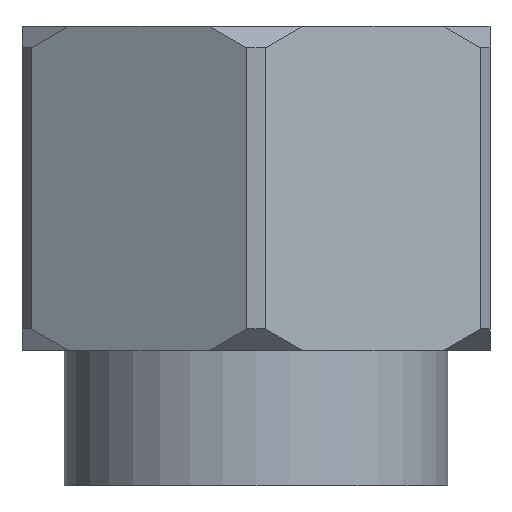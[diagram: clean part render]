
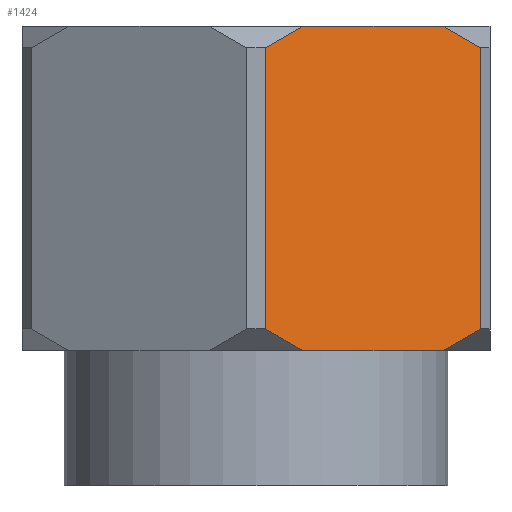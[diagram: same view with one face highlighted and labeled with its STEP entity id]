
A CAD part, left-side view. The second image highlights one B-rep face of the part: STEP entity #1424.
In plain terms, the highlighted planar face has unit normal (-0.866, -0.5, 0).
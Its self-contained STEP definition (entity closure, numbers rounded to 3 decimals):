
#43 = PLANE('',#44);
#44 = AXIS2_PLACEMENT_3D('',#45,#46,#47);
#45 = CARTESIAN_POINT('',(0.,0.,2.5));
#46 = DIRECTION('',(0.,0.,1.));
#47 = DIRECTION('',(1.,0.,0.));
#154 = PLANE('',#155);
#155 = AXIS2_PLACEMENT_3D('',#156,#157,#158);
#156 = CARTESIAN_POINT('',(0.,0.,8.5));
#157 = DIRECTION('',(0.,0.,1.));
#158 = DIRECTION('',(1.,0.,0.));
#405 = VERTEX_POINT('',#406);
#406 = CARTESIAN_POINT('',(-4.5,-0.866,2.5));
#420 = PLANE('',#421);
#421 = AXIS2_PLACEMENT_3D('',#422,#423,#424);
#422 = CARTESIAN_POINT('',(-4.7,-0.173,2.7));
#423 = DIRECTION('',(0.707,0.,0.707));
#424 = DIRECTION('',(0.,1.,0.));
#432 = EDGE_CURVE('',#405,#433,#435,.T.);
#433 = VERTEX_POINT('',#434);
#434 = CARTESIAN_POINT('',(-3.,-3.464,2.5));
#435 = SURFACE_CURVE('',#436,(#440,#446),.PCURVE_S1.);
#436 = LINE('',#437,#438);
#437 = CARTESIAN_POINT('',(-4.375,-1.083,2.5));
#438 = VECTOR('',#439,1.);
#439 = DIRECTION('',(0.5,-0.866,0.));
#440 = PCURVE('',#43,#441);
#441 = DEFINITIONAL_REPRESENTATION('',(#442),#445);
#442 = B_SPLINE_CURVE_WITH_KNOTS('',1,(#443,#444),.UNSPECIFIED.,.F.,.F.,
  (2,2),(-1.25,3.75),.PIECEWISE_BEZIER_KNOTS.);
#443 = CARTESIAN_POINT('',(-5.,0.));
#444 = CARTESIAN_POINT('',(-2.5,-4.33));
#445 = ( GEOMETRIC_REPRESENTATION_CONTEXT(2) 
PARAMETRIC_REPRESENTATION_CONTEXT() REPRESENTATION_CONTEXT('2D SPACE',''
  ) );
#446 = PCURVE('',#447,#452);
#447 = PLANE('',#448);
#448 = AXIS2_PLACEMENT_3D('',#449,#450,#451);
#449 = CARTESIAN_POINT('',(-5.,0.,0.));
#450 = DIRECTION('',(0.866,0.5,0.));
#451 = DIRECTION('',(0.5,-0.866,0.));
#452 = DEFINITIONAL_REPRESENTATION('',(#453),#456);
#453 = B_SPLINE_CURVE_WITH_KNOTS('',1,(#454,#455),.UNSPECIFIED.,.F.,.F.,
  (2,2),(-1.25,3.75),.PIECEWISE_BEZIER_KNOTS.);
#454 = CARTESIAN_POINT('',(0.,-2.5));
#455 = CARTESIAN_POINT('',(5.,-2.5));
#456 = ( GEOMETRIC_REPRESENTATION_CONTEXT(2) 
PARAMETRIC_REPRESENTATION_CONTEXT() REPRESENTATION_CONTEXT('2D SPACE',''
  ) );
#474 = PLANE('',#475);
#475 = AXIS2_PLACEMENT_3D('',#476,#477,#478);
#476 = CARTESIAN_POINT('',(-2.2,-4.157,2.7));
#477 = DIRECTION('',(0.354,0.612,0.707));
#478 = DIRECTION('',(-0.866,0.5,0.));
#943 = VERTEX_POINT('',#944);
#944 = CARTESIAN_POINT('',(-4.5,-0.866,8.5));
#958 = PLANE('',#959);
#959 = AXIS2_PLACEMENT_3D('',#960,#961,#962);
#960 = CARTESIAN_POINT('',(-4.7,-0.173,8.3));
#961 = DIRECTION('',(-0.707,0.,0.707));
#962 = DIRECTION('',(0.,1.,0.));
#970 = EDGE_CURVE('',#943,#971,#973,.T.);
#971 = VERTEX_POINT('',#972);
#972 = CARTESIAN_POINT('',(-3.,-3.464,8.5));
#973 = SURFACE_CURVE('',#974,(#978,#985),.PCURVE_S1.);
#974 = LINE('',#975,#976);
#975 = CARTESIAN_POINT('',(-5.,0.,8.5));
#976 = VECTOR('',#977,1.);
#977 = DIRECTION('',(0.5,-0.866,0.));
#978 = PCURVE('',#154,#979);
#979 = DEFINITIONAL_REPRESENTATION('',(#980),#984);
#980 = LINE('',#981,#982);
#981 = CARTESIAN_POINT('',(-5.,0.));
#982 = VECTOR('',#983,1.);
#983 = DIRECTION('',(0.5,-0.866));
#984 = ( GEOMETRIC_REPRESENTATION_CONTEXT(2) 
PARAMETRIC_REPRESENTATION_CONTEXT() REPRESENTATION_CONTEXT('2D SPACE',''
  ) );
#985 = PCURVE('',#447,#986);
#986 = DEFINITIONAL_REPRESENTATION('',(#987),#991);
#987 = LINE('',#988,#989);
#988 = CARTESIAN_POINT('',(0.,-8.5));
#989 = VECTOR('',#990,1.);
#990 = DIRECTION('',(1.,0.));
#991 = ( GEOMETRIC_REPRESENTATION_CONTEXT(2) 
PARAMETRIC_REPRESENTATION_CONTEXT() REPRESENTATION_CONTEXT('2D SPACE',''
  ) );
#1009 = PLANE('',#1010);
#1010 = AXIS2_PLACEMENT_3D('',#1011,#1012,#1013);
#1011 = CARTESIAN_POINT('',(-2.2,-4.157,8.3));
#1012 = DIRECTION('',(-0.354,-0.612,0.707));
#1013 = DIRECTION('',(-0.866,0.5,0.));
#1297 = PLANE('',#1298);
#1298 = AXIS2_PLACEMENT_3D('',#1299,#1300,#1301);
#1299 = CARTESIAN_POINT('',(-2.45,-4.244,2.5));
#1300 = DIRECTION('',(-0.5,-0.866,0.));
#1301 = DIRECTION('',(0.,0.,1.));
#1381 = EDGE_CURVE('',#433,#1382,#1384,.T.);
#1382 = VERTEX_POINT('',#1383);
#1383 = CARTESIAN_POINT('',(-2.6,-4.157,2.9));
#1384 = SURFACE_CURVE('',#1385,(#1389,#1396),.PCURVE_S1.);
#1385 = LINE('',#1386,#1387);
#1386 = CARTESIAN_POINT('',(-3.83,-2.026,1.67));
#1387 = VECTOR('',#1388,1.);
#1388 = DIRECTION('',(0.447,-0.775,0.447));
#1389 = PCURVE('',#474,#1390);
#1390 = DEFINITIONAL_REPRESENTATION('',(#1391),#1395);
#1391 = LINE('',#1392,#1393);
#1392 = CARTESIAN_POINT('',(2.477,-1.457));
#1393 = VECTOR('',#1394,1.);
#1394 = DIRECTION('',(-0.775,0.632));
#1395 = ( GEOMETRIC_REPRESENTATION_CONTEXT(2) 
PARAMETRIC_REPRESENTATION_CONTEXT() REPRESENTATION_CONTEXT('2D SPACE',''
  ) );
#1396 = PCURVE('',#447,#1397);
#1397 = DEFINITIONAL_REPRESENTATION('',(#1398),#1402);
#1398 = LINE('',#1399,#1400);
#1399 = CARTESIAN_POINT('',(2.34,-1.67));
#1400 = VECTOR('',#1401,1.);
#1401 = DIRECTION('',(0.894,-0.447));
#1402 = ( GEOMETRIC_REPRESENTATION_CONTEXT(2) 
PARAMETRIC_REPRESENTATION_CONTEXT() REPRESENTATION_CONTEXT('2D SPACE',''
  ) );
#1424 = ADVANCED_FACE('',(#1425),#447,.F.);
#1425 = FACE_BOUND('',#1426,.F.);
#1426 = EDGE_LOOP('',(#1427,#1428,#1451,#1479,#1500,#1501,#1524,#1545));
#1427 = ORIENTED_EDGE('',*,*,#432,.F.);
#1428 = ORIENTED_EDGE('',*,*,#1429,.T.);
#1429 = EDGE_CURVE('',#405,#1430,#1432,.T.);
#1430 = VERTEX_POINT('',#1431);
#1431 = CARTESIAN_POINT('',(-4.9,-0.173,2.9));
#1432 = SURFACE_CURVE('',#1433,(#1437,#1444),.PCURVE_S1.);
#1433 = LINE('',#1434,#1435);
#1434 = CARTESIAN_POINT('',(-4.61,-0.675,2.61));
#1435 = VECTOR('',#1436,1.);
#1436 = DIRECTION('',(-0.447,0.775,0.447));
#1437 = PCURVE('',#447,#1438);
#1438 = DEFINITIONAL_REPRESENTATION('',(#1439),#1443);
#1439 = LINE('',#1440,#1441);
#1440 = CARTESIAN_POINT('',(0.78,-2.61));
#1441 = VECTOR('',#1442,1.);
#1442 = DIRECTION('',(-0.894,-0.447));
#1443 = ( GEOMETRIC_REPRESENTATION_CONTEXT(2) 
PARAMETRIC_REPRESENTATION_CONTEXT() REPRESENTATION_CONTEXT('2D SPACE',''
  ) );
#1444 = PCURVE('',#420,#1445);
#1445 = DEFINITIONAL_REPRESENTATION('',(#1446),#1450);
#1446 = LINE('',#1447,#1448);
#1447 = CARTESIAN_POINT('',(-0.502,-0.127));
#1448 = VECTOR('',#1449,1.);
#1449 = DIRECTION('',(0.775,0.632));
#1450 = ( GEOMETRIC_REPRESENTATION_CONTEXT(2) 
PARAMETRIC_REPRESENTATION_CONTEXT() REPRESENTATION_CONTEXT('2D SPACE',''
  ) );
#1451 = ORIENTED_EDGE('',*,*,#1452,.T.);
#1452 = EDGE_CURVE('',#1430,#1453,#1455,.T.);
#1453 = VERTEX_POINT('',#1454);
#1454 = CARTESIAN_POINT('',(-4.9,-0.173,8.1));
#1455 = SURFACE_CURVE('',#1456,(#1460,#1467),.PCURVE_S1.);
#1456 = LINE('',#1457,#1458);
#1457 = CARTESIAN_POINT('',(-4.9,-0.173,2.5));
#1458 = VECTOR('',#1459,1.);
#1459 = DIRECTION('',(0.,0.,1.));
#1460 = PCURVE('',#447,#1461);
#1461 = DEFINITIONAL_REPRESENTATION('',(#1462),#1466);
#1462 = LINE('',#1463,#1464);
#1463 = CARTESIAN_POINT('',(0.2,-2.5));
#1464 = VECTOR('',#1465,1.);
#1465 = DIRECTION('',(0.,-1.));
#1466 = ( GEOMETRIC_REPRESENTATION_CONTEXT(2) 
PARAMETRIC_REPRESENTATION_CONTEXT() REPRESENTATION_CONTEXT('2D SPACE',''
  ) );
#1467 = PCURVE('',#1468,#1473);
#1468 = PLANE('',#1469);
#1469 = AXIS2_PLACEMENT_3D('',#1470,#1471,#1472);
#1470 = CARTESIAN_POINT('',(-4.9,0.,2.5));
#1471 = DIRECTION('',(-1.,0.,0.));
#1472 = DIRECTION('',(0.,0.,1.));
#1473 = DEFINITIONAL_REPRESENTATION('',(#1474),#1478);
#1474 = LINE('',#1475,#1476);
#1475 = CARTESIAN_POINT('',(0.,-0.173));
#1476 = VECTOR('',#1477,1.);
#1477 = DIRECTION('',(1.,0.));
#1478 = ( GEOMETRIC_REPRESENTATION_CONTEXT(2) 
PARAMETRIC_REPRESENTATION_CONTEXT() REPRESENTATION_CONTEXT('2D SPACE',''
  ) );
#1479 = ORIENTED_EDGE('',*,*,#1480,.F.);
#1480 = EDGE_CURVE('',#943,#1453,#1481,.T.);
#1481 = SURFACE_CURVE('',#1482,(#1486,#1493),.PCURVE_S1.);
#1482 = LINE('',#1483,#1484);
#1483 = CARTESIAN_POINT('',(-5.71,1.23,7.29));
#1484 = VECTOR('',#1485,1.);
#1485 = DIRECTION('',(-0.447,0.775,-0.447));
#1486 = PCURVE('',#447,#1487);
#1487 = DEFINITIONAL_REPRESENTATION('',(#1488),#1492);
#1488 = LINE('',#1489,#1490);
#1489 = CARTESIAN_POINT('',(-1.42,-7.29));
#1490 = VECTOR('',#1491,1.);
#1491 = DIRECTION('',(-0.894,0.447));
#1492 = ( GEOMETRIC_REPRESENTATION_CONTEXT(2) 
PARAMETRIC_REPRESENTATION_CONTEXT() REPRESENTATION_CONTEXT('2D SPACE',''
  ) );
#1493 = PCURVE('',#958,#1494);
#1494 = DEFINITIONAL_REPRESENTATION('',(#1495),#1499);
#1495 = LINE('',#1496,#1497);
#1496 = CARTESIAN_POINT('',(1.403,1.428));
#1497 = VECTOR('',#1498,1.);
#1498 = DIRECTION('',(0.775,0.632));
#1499 = ( GEOMETRIC_REPRESENTATION_CONTEXT(2) 
PARAMETRIC_REPRESENTATION_CONTEXT() REPRESENTATION_CONTEXT('2D SPACE',''
  ) );
#1500 = ORIENTED_EDGE('',*,*,#970,.T.);
#1501 = ORIENTED_EDGE('',*,*,#1502,.T.);
#1502 = EDGE_CURVE('',#971,#1503,#1505,.T.);
#1503 = VERTEX_POINT('',#1504);
#1504 = CARTESIAN_POINT('',(-2.6,-4.157,8.1));
#1505 = SURFACE_CURVE('',#1506,(#1510,#1517),.PCURVE_S1.);
#1506 = LINE('',#1507,#1508);
#1507 = CARTESIAN_POINT('',(-2.73,-3.932,8.23));
#1508 = VECTOR('',#1509,1.);
#1509 = DIRECTION('',(0.447,-0.775,-0.447));
#1510 = PCURVE('',#447,#1511);
#1511 = DEFINITIONAL_REPRESENTATION('',(#1512),#1516);
#1512 = LINE('',#1513,#1514);
#1513 = CARTESIAN_POINT('',(4.54,-8.23));
#1514 = VECTOR('',#1515,1.);
#1515 = DIRECTION('',(0.894,0.447));
#1516 = ( GEOMETRIC_REPRESENTATION_CONTEXT(2) 
PARAMETRIC_REPRESENTATION_CONTEXT() REPRESENTATION_CONTEXT('2D SPACE',''
  ) );
#1517 = PCURVE('',#1009,#1518);
#1518 = DEFINITIONAL_REPRESENTATION('',(#1519),#1523);
#1519 = LINE('',#1520,#1521);
#1520 = CARTESIAN_POINT('',(0.572,0.099));
#1521 = VECTOR('',#1522,1.);
#1522 = DIRECTION('',(-0.775,0.632));
#1523 = ( GEOMETRIC_REPRESENTATION_CONTEXT(2) 
PARAMETRIC_REPRESENTATION_CONTEXT() REPRESENTATION_CONTEXT('2D SPACE',''
  ) );
#1524 = ORIENTED_EDGE('',*,*,#1525,.F.);
#1525 = EDGE_CURVE('',#1382,#1503,#1526,.T.);
#1526 = SURFACE_CURVE('',#1527,(#1531,#1538),.PCURVE_S1.);
#1527 = LINE('',#1528,#1529);
#1528 = CARTESIAN_POINT('',(-2.6,-4.157,2.5));
#1529 = VECTOR('',#1530,1.);
#1530 = DIRECTION('',(0.,0.,1.));
#1531 = PCURVE('',#447,#1532);
#1532 = DEFINITIONAL_REPRESENTATION('',(#1533),#1537);
#1533 = LINE('',#1534,#1535);
#1534 = CARTESIAN_POINT('',(4.8,-2.5));
#1535 = VECTOR('',#1536,1.);
#1536 = DIRECTION('',(0.,-1.));
#1537 = ( GEOMETRIC_REPRESENTATION_CONTEXT(2) 
PARAMETRIC_REPRESENTATION_CONTEXT() REPRESENTATION_CONTEXT('2D SPACE',''
  ) );
#1538 = PCURVE('',#1297,#1539);
#1539 = DEFINITIONAL_REPRESENTATION('',(#1540),#1544);
#1540 = LINE('',#1541,#1542);
#1541 = CARTESIAN_POINT('',(0.,0.173));
#1542 = VECTOR('',#1543,1.);
#1543 = DIRECTION('',(1.,0.));
#1544 = ( GEOMETRIC_REPRESENTATION_CONTEXT(2) 
PARAMETRIC_REPRESENTATION_CONTEXT() REPRESENTATION_CONTEXT('2D SPACE',''
  ) );
#1545 = ORIENTED_EDGE('',*,*,#1381,.F.);
